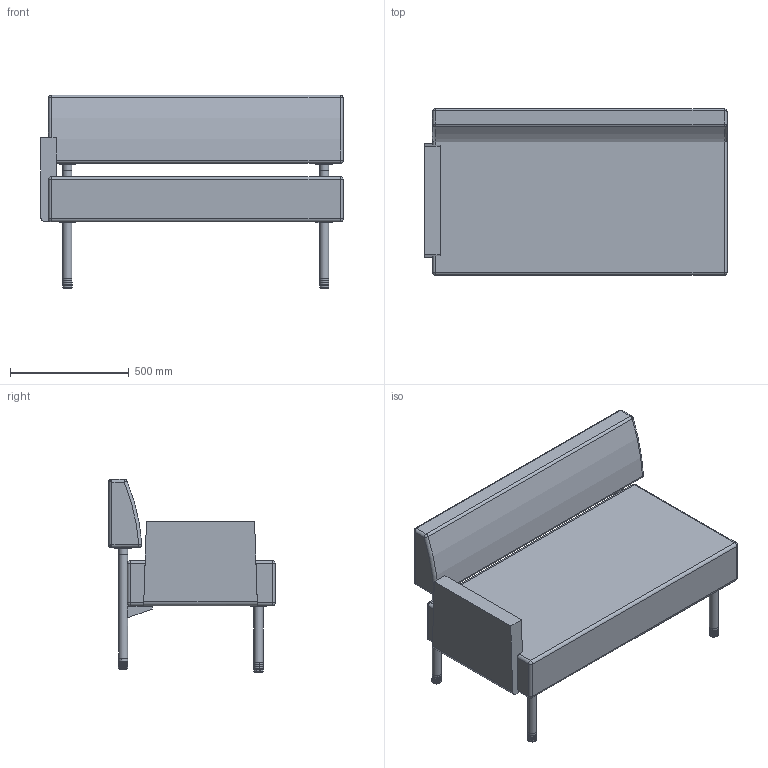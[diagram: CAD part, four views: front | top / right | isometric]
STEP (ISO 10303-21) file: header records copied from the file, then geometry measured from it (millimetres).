
FILE_DESCRIPTION(/* description */ (''),/* implementation_level */ '2;1');
FILE_NAME(/* name */ 'EX20LF.stp',/* time_stamp */ '2019-05-30T15:31:52-04:00',/* author */ ('emehringer'),/* organization */ (''),/* preprocessor_version */ 'ST-DEVELOPER v16.13',/* originating_system */ 'Autodesk Inventor 2018',/* authorisation */ '');
FILE_SCHEMA (('AUTOMOTIVE_DESIGN { 1 0 10303 214 3 1 1 }'));
Length unit declared in the file: inch
Products named in the file (7): EX20LF; EX20 SEAT; EX20 BACK; CL10 LGBK-E; LEG CAP RD1.5; EX10 LGFR-A; EX10A ARM
Assembly tree (11 placements, depth 2):
  EX20LF
    EX20 SEAT
    EX20 BACK
    LEG CAP RD1.5  x4
    CL10 LGBK-E  x2
    EX10 LGFR-A  x2
    EX10A ARM
Bounding box: 1270 x 698.5 x 812.91 mm (x, y, z)
Volume: 195292547.8 mm3; surface area: 4139324.8 mm2
Topology: 25 solids, 33 shells, 2056 faces, 4202 edges, 2246 vertices
Faces by surface type: cylinder 713, torus 526, bspline 484, plane 241, sphere 76, cone 16
Full cylindrical faces by diameter (mm): 6.198 x4, 6.528 x4, 7.925 x12, 7.938 x16, 8.731 x8, 9.906 x8, 11.989 x8, 27.94 x4, 31.75 x4, 34.087 x16, 34.798 x4, 38.1 x4, 39.37 x4
Entity records: 21217 total; most frequent: CARTESIAN_POINT 9866, ORIENTED_EDGE 2272, DIRECTION 2200, EDGE_CURVE 1138, AXIS2_PLACEMENT_3D 944, EDGE_LOOP 666, VERTEX_POINT 630, FACE_OUTER_BOUND 583
